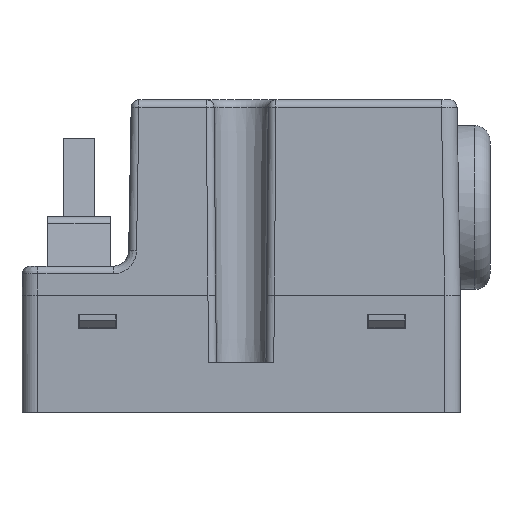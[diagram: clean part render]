
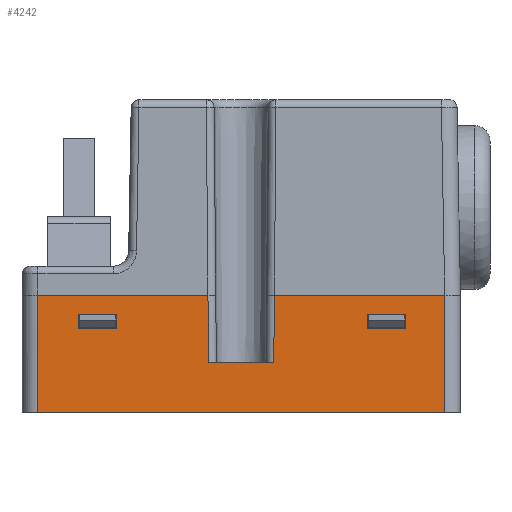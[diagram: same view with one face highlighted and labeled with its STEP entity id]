
A CAD part, left-side view. The second image highlights one B-rep face of the part: STEP entity #4242.
In plain terms, the highlighted planar face has unit normal (-1, 0, 0).
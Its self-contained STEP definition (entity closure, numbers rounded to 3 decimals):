
#4242=ADVANCED_FACE('',(#9896,#9897,#9898),#6794,.T.);
#6794=PLANE('',#51953);
#9896=FACE_BOUND('',#10181,.T.);
#9897=FACE_BOUND('',#10182,.T.);
#9898=FACE_BOUND('',#10183,.T.);
#10181=EDGE_LOOP('',(#13523,#13524,#13525,#13526));
#10182=EDGE_LOOP('',(#13527,#13528,#13529,#13530,#13531,#13532,#13533,#13534));
#10183=EDGE_LOOP('',(#13535,#13536,#13537,#13538));
#13523=ORIENTED_EDGE('',*,*,#32291,.F.);
#13524=ORIENTED_EDGE('',*,*,#32593,.F.);
#13525=ORIENTED_EDGE('',*,*,#32594,.F.);
#13526=ORIENTED_EDGE('',*,*,#32596,.T.);
#13527=ORIENTED_EDGE('',*,*,#32489,.T.);
#13528=ORIENTED_EDGE('',*,*,#32618,.T.);
#13529=ORIENTED_EDGE('',*,*,#32619,.F.);
#13530=ORIENTED_EDGE('',*,*,#32599,.T.);
#13531=ORIENTED_EDGE('',*,*,#32586,.F.);
#13532=ORIENTED_EDGE('',*,*,#32611,.T.);
#13533=ORIENTED_EDGE('',*,*,#32620,.F.);
#13534=ORIENTED_EDGE('',*,*,#32613,.T.);
#13535=ORIENTED_EDGE('',*,*,#32283,.F.);
#13536=ORIENTED_EDGE('',*,*,#32584,.F.);
#13537=ORIENTED_EDGE('',*,*,#32582,.F.);
#13538=ORIENTED_EDGE('',*,*,#32581,.T.);
#27487=VERTEX_POINT('',#69214);
#27488=VERTEX_POINT('',#69216);
#27495=VERTEX_POINT('',#69231);
#27496=VERTEX_POINT('',#69233);
#27653=VERTEX_POINT('',#69629);
#27654=VERTEX_POINT('',#69631);
#27705=VERTEX_POINT('',#69815);
#27706=VERTEX_POINT('',#69819);
#27708=VERTEX_POINT('',#69827);
#27709=VERTEX_POINT('',#69828);
#27714=VERTEX_POINT('',#69840);
#27715=VERTEX_POINT('',#69844);
#27716=VERTEX_POINT('',#69854);
#27723=VERTEX_POINT('',#69876);
#27724=VERTEX_POINT('',#69881);
#27725=VERTEX_POINT('',#69895);
#32283=EDGE_CURVE('',#27487,#27488,#39511,.T.);
#32291=EDGE_CURVE('',#27495,#27496,#39519,.T.);
#32489=EDGE_CURVE('',#27654,#27653,#39678,.T.);
#32581=EDGE_CURVE('',#27705,#27488,#39751,.T.);
#32582=EDGE_CURVE('',#27705,#27706,#39752,.T.);
#32584=EDGE_CURVE('',#27706,#27487,#39754,.T.);
#32586=EDGE_CURVE('',#27708,#27709,#39755,.T.);
#32593=EDGE_CURVE('',#27714,#27495,#39759,.T.);
#32594=EDGE_CURVE('',#27715,#27714,#39760,.T.);
#32596=EDGE_CURVE('',#27715,#27496,#39762,.T.);
#32599=EDGE_CURVE('',#27716,#27709,#39765,.T.);
#32611=EDGE_CURVE('',#27708,#27723,#39774,.T.);
#32613=EDGE_CURVE('',#27724,#27654,#39775,.T.);
#32618=EDGE_CURVE('',#27653,#27725,#39780,.T.);
#32619=EDGE_CURVE('',#27716,#27725,#39781,.T.);
#32620=EDGE_CURVE('',#27724,#27723,#39782,.T.);
#39511=LINE('',#69215,#45704);
#39519=LINE('',#69232,#45712);
#39678=LINE('',#69630,#45871);
#39751=LINE('',#69816,#45944);
#39752=LINE('',#69818,#45945);
#39754=LINE('',#69822,#45947);
#39755=LINE('',#69826,#45948);
#39759=LINE('',#69841,#45952);
#39760=LINE('',#69843,#45953);
#39762=LINE('',#69847,#45955);
#39765=LINE('',#69853,#45958);
#39774=LINE('',#69877,#45967);
#39775=LINE('',#69882,#45968);
#39780=LINE('',#69894,#45973);
#39781=LINE('',#69896,#45974);
#39782=LINE('',#69897,#45975);
#45704=VECTOR('',#55550,1.);
#45712=VECTOR('',#55560,1.);
#45871=VECTOR('',#55857,1.);
#45944=VECTOR('',#56052,1.);
#45945=VECTOR('',#56055,1.);
#45947=VECTOR('',#56059,1.);
#45948=VECTOR('',#56064,1.);
#45952=VECTOR('',#56076,1.);
#45953=VECTOR('',#56079,1.);
#45955=VECTOR('',#56083,1.);
#45958=VECTOR('',#56092,1.);
#45967=VECTOR('',#56115,1.);
#45968=VECTOR('',#56122,1.);
#45973=VECTOR('',#56141,1.);
#45974=VECTOR('',#56142,1.);
#45975=VECTOR('',#56143,1.);
#51953=AXIS2_PLACEMENT_3D('',#69898,#56144,#56145);
#55550=DIRECTION('',(0.,1.,0.));
#55560=DIRECTION('',(0.,1.,0.));
#55857=DIRECTION('',(0.,-1.,0.));
#56052=DIRECTION('',(0.,0.,1.));
#56055=DIRECTION('',(0.,-1.,0.));
#56059=DIRECTION('',(0.,0.,1.));
#56064=DIRECTION('',(0.,-1.,0.));
#56076=DIRECTION('',(0.,0.,1.));
#56079=DIRECTION('',(0.,-1.,0.));
#56083=DIRECTION('',(0.,0.,1.));
#56092=DIRECTION('',(0.,0.009,-1.));
#56115=DIRECTION('',(0.,0.009,1.));
#56122=DIRECTION('',(0.,0.,-1.));
#56141=DIRECTION('',(0.,0.,1.));
#56142=DIRECTION('',(0.,-1.,0.));
#56143=DIRECTION('',(0.,-1.,0.));
#56144=DIRECTION('',(-1.,0.,0.));
#56145=DIRECTION('',(0.,0.,-1.));
#69214=CARTESIAN_POINT('',(-309.102,-109.062,8.3));
#69215=CARTESIAN_POINT('',(-309.102,-106.612,8.3));
#69216=CARTESIAN_POINT('',(-309.102,-104.162,8.3));
#69231=CARTESIAN_POINT('',(-309.102,-72.062,8.3));
#69232=CARTESIAN_POINT('',(-309.102,-69.612,8.3));
#69233=CARTESIAN_POINT('',(-309.102,-67.162,8.3));
#69629=CARTESIAN_POINT('',(-309.102,-114.018,-4.2));
#69630=CARTESIAN_POINT('',(-309.102,-74.217,-4.2));
#69631=CARTESIAN_POINT('',(-309.102,-61.918,-4.2));
#69815=CARTESIAN_POINT('',(-309.102,-104.162,6.5));
#69816=CARTESIAN_POINT('',(-309.102,-104.162,7.1));
#69818=CARTESIAN_POINT('',(-309.102,-106.612,6.5));
#69819=CARTESIAN_POINT('',(-309.102,-109.062,6.5));
#69822=CARTESIAN_POINT('',(-309.102,-109.062,11.8));
#69826=CARTESIAN_POINT('',(-309.102,-73.567,2.2));
#69827=CARTESIAN_POINT('',(-309.102,-83.793,2.2));
#69828=CARTESIAN_POINT('',(-309.102,-92.143,2.2));
#69840=CARTESIAN_POINT('',(-309.102,-72.062,6.5));
#69841=CARTESIAN_POINT('',(-309.102,-72.062,11.8));
#69843=CARTESIAN_POINT('',(-309.102,-69.612,6.5));
#69844=CARTESIAN_POINT('',(-309.102,-67.162,6.5));
#69847=CARTESIAN_POINT('',(-309.102,-67.162,7.1));
#69853=CARTESIAN_POINT('',(-309.102,-92.162,4.338));
#69854=CARTESIAN_POINT('',(-309.102,-92.218,10.8));
#69876=CARTESIAN_POINT('',(-309.102,-83.718,10.8));
#69877=CARTESIAN_POINT('',(-309.102,-83.773,4.589));
#69881=CARTESIAN_POINT('',(-309.102,-61.918,10.8));
#69882=CARTESIAN_POINT('',(-309.102,-61.918,4.5));
#69894=CARTESIAN_POINT('',(-309.102,-114.018,10.8));
#69895=CARTESIAN_POINT('',(-309.102,-114.018,10.8));
#69896=CARTESIAN_POINT('',(-309.102,-74.217,10.8));
#69897=CARTESIAN_POINT('',(-309.102,-74.217,10.8));
#69898=CARTESIAN_POINT('',(-309.102,-74.217,4.5));
